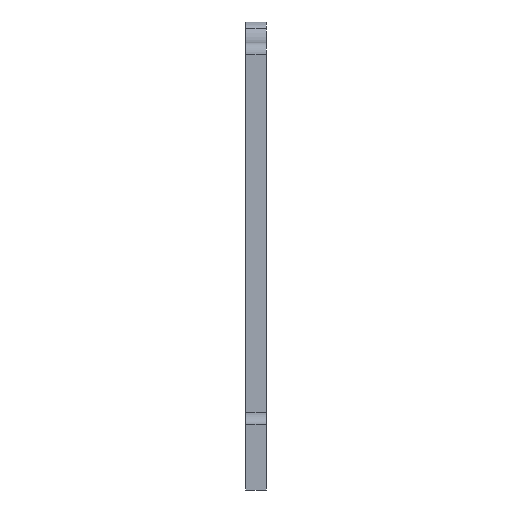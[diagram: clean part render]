
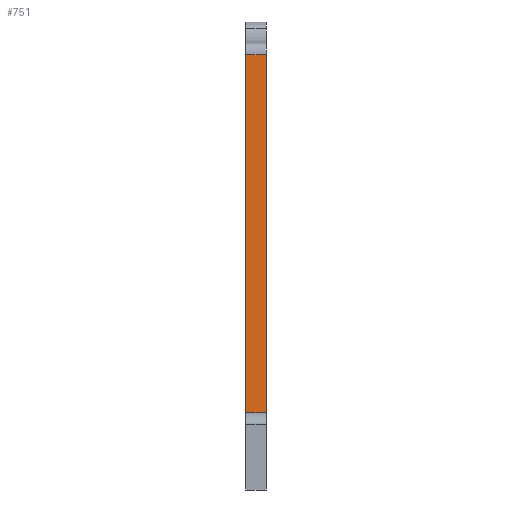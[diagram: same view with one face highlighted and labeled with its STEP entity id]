
A CAD part, left-side view. The second image highlights one B-rep face of the part: STEP entity #751.
In plain terms, the highlighted planar face has unit normal (-1, 0, 0).
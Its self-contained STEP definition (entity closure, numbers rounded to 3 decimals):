
#8 = VERTEX_POINT ( 'NONE', #156 ) ;
#22 = CARTESIAN_POINT ( 'NONE',  ( 0., 5., 0. ) ) ;
#23 = VERTEX_POINT ( 'NONE', #794 ) ;
#52 = ORIENTED_EDGE ( 'NONE', *, *, #420, .T. ) ;
#78 = EDGE_CURVE ( 'NONE', #8, #218, #699, .T. ) ;
#110 = VECTOR ( 'NONE', #324, 1000. ) ;
#149 = ORIENTED_EDGE ( 'NONE', *, *, #409, .T. ) ;
#156 = CARTESIAN_POINT ( 'NONE',  ( 0., 0., -3. ) ) ;
#166 = CARTESIAN_POINT ( 'NONE',  ( 0., 5., 0. ) ) ;
#207 = DIRECTION ( 'NONE',  ( 0., -1., 0. ) ) ;
#218 = VERTEX_POINT ( 'NONE', #820 ) ;
#234 = VECTOR ( 'NONE', #207, 1000. ) ;
#247 = CARTESIAN_POINT ( 'NONE',  ( 0., 5., -3. ) ) ;
#266 = VECTOR ( 'NONE', #887, 1000. ) ;
#278 = CARTESIAN_POINT ( 'NONE',  ( 0., 0., 0. ) ) ;
#324 = DIRECTION ( 'NONE',  ( 0., 0., 1. ) ) ;
#351 = AXIS2_PLACEMENT_3D ( 'NONE', #166, #478, #785 ) ;
#356 = VECTOR ( 'NONE', #477, 1000. ) ;
#374 = EDGE_CURVE ( 'NONE', #23, #218, #941, .T. ) ;
#409 = EDGE_CURVE ( 'NONE', #23, #599, #592, .T. ) ;
#420 = EDGE_CURVE ( 'NONE', #599, #8, #807, .T. ) ;
#477 = DIRECTION ( 'NONE',  ( 0., 1., 0. ) ) ;
#478 = DIRECTION ( 'NONE',  ( 1., 0., 0. ) ) ;
#520 = EDGE_LOOP ( 'NONE', ( #626, #149, #52, #594 ) ) ;
#592 = LINE ( 'NONE', #972, #234 ) ;
#594 = ORIENTED_EDGE ( 'NONE', *, *, #78, .T. ) ;
#599 = VERTEX_POINT ( 'NONE', #677 ) ;
#626 = ORIENTED_EDGE ( 'NONE', *, *, #374, .F. ) ;
#677 = CARTESIAN_POINT ( 'NONE',  ( 0., 0., -91. ) ) ;
#699 = LINE ( 'NONE', #247, #356 ) ;
#751 = ADVANCED_FACE ( 'NONE', ( #780 ), #859, .F. ) ;
#780 = FACE_OUTER_BOUND ( 'NONE', #520, .T. ) ;
#785 = DIRECTION ( 'NONE',  ( 0., 0., -1. ) ) ;
#794 = CARTESIAN_POINT ( 'NONE',  ( 0., 5., -91. ) ) ;
#807 = LINE ( 'NONE', #278, #266 ) ;
#820 = CARTESIAN_POINT ( 'NONE',  ( 0., 5., -3. ) ) ;
#859 = PLANE ( 'NONE',  #351 ) ;
#887 = DIRECTION ( 'NONE',  ( 0., 0., 1. ) ) ;
#941 = LINE ( 'NONE', #22, #110 ) ;
#972 = CARTESIAN_POINT ( 'NONE',  ( 0., 0., -91. ) ) ;
